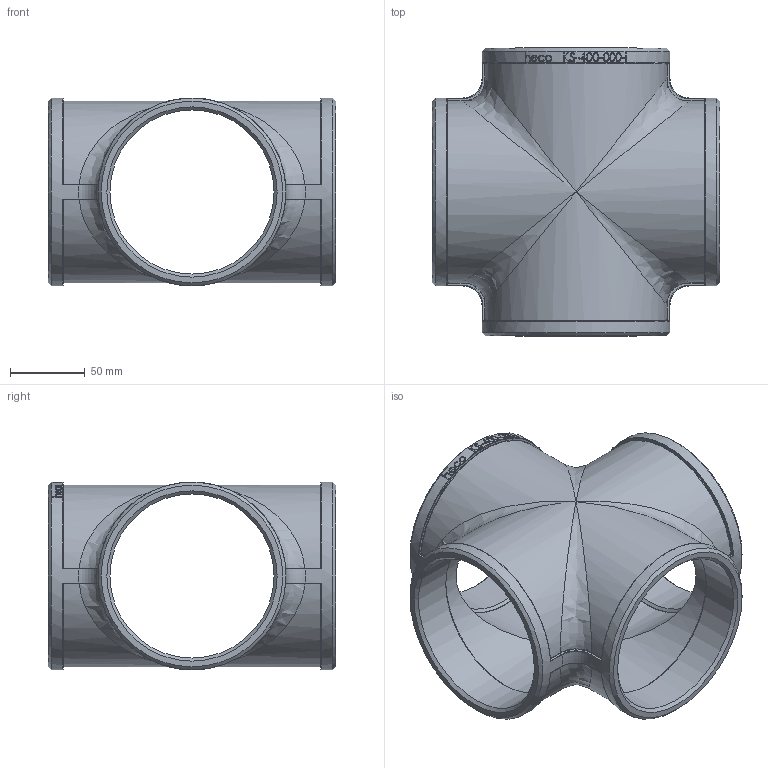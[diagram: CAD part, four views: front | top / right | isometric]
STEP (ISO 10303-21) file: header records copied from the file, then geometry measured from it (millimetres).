
FILE_DESCRIPTION (( 'STEP AP214' ), '1' );
FILE_NAME ('heco_KS-400-000-I.STEP', '2016-06-17T11:58:50', ( '' ), ( '' ), 'SwSTEP 2.0', 'SolidWorks 2011', '' );
FILE_SCHEMA (( 'AUTOMOTIVE_DESIGN' ));
Length unit declared in the file: millimetre
Products named in the file (1): heco_KS-400-000-I
Bounding box: 193 x 193 x 126 mm (x, y, z)
Volume: 477192.7 mm3; surface area: 184690.6 mm2
Topology: 1 solids, 1 shells, 370 faces, 898 edges, 532 vertices
Faces by surface type: bspline 154, cylinder 92, plane 68, torus 28, sphere 16, cone 12
Full cylindrical faces by diameter (mm): 110.072 x4, 113.8 x4, 126 x4
Entity records: 36998 total; most frequent: CARTESIAN_POINT 27657, ORIENTED_EDGE 1684, DIRECTION 995, EDGE_CURVE 842, VERTEX_POINT 524, B_SPLINE_CURVE_WITH_KNOTS 471, EDGE_LOOP 426, AXIS2_PLACEMENT_3D 411
